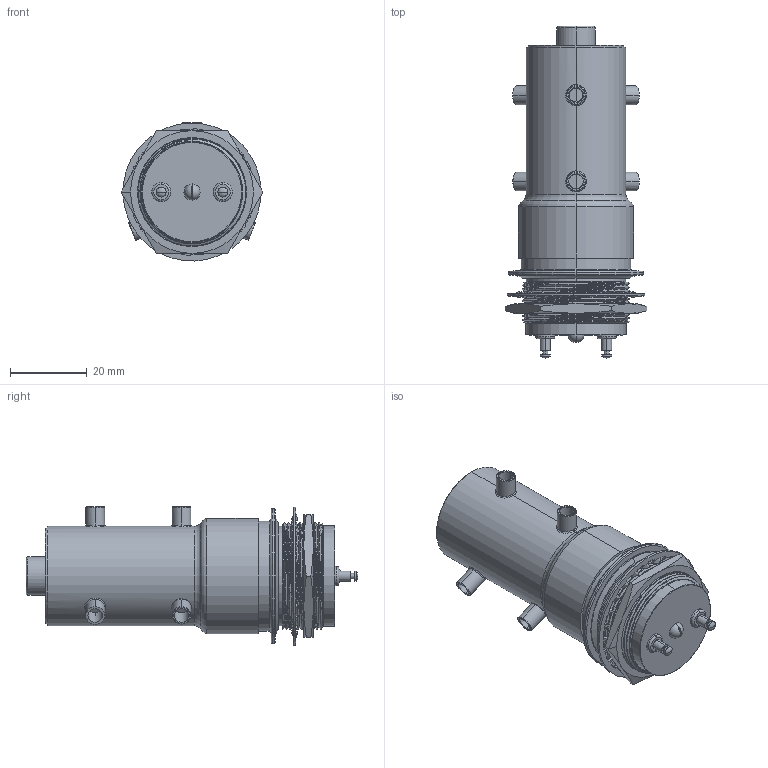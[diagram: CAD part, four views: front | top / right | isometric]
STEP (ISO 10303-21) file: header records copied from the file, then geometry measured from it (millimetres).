
FILE_DESCRIPTION (( 'STEP AP214' ), '1' );
FILE_NAME ('V2-SPD.STEP', '2025-06-26T06:03:14', ( '' ), ( '' ), 'SwSTEP 2.0', 'SolidWorks 2021', '' );
FILE_SCHEMA (( 'AUTOMOTIVE_DESIGN' ));
Length unit declared in the file: millimetre
Products named in the file (4): 32-2.5M28-1-; V2SPD.step; V2-SPD; 8.946.?30
Assembly tree (3 placements, depth 2):
  V2-SPD
    V2SPD.step
    8.946.?30
    32-2.5M28-1-
Bounding box: 36.95 x 86.54 x 35.99 mm (x, y, z)
Volume: 45858.7 mm3; surface area: 11980.4 mm2
Topology: 3 solids, 3 shells, 433 faces, 1089 edges, 685 vertices
Faces by surface type: cylinder 180, bspline 118, plane 59, torus 46, cone 26, sphere 4
Entity records: 21687 total; most frequent: CARTESIAN_POINT 10745, ORIENTED_EDGE 2166, DIRECTION 1934, EDGE_CURVE 1083, AXIS2_PLACEMENT_3D 737, VERTEX_POINT 683, EDGE_LOOP 464, VECTOR 460
